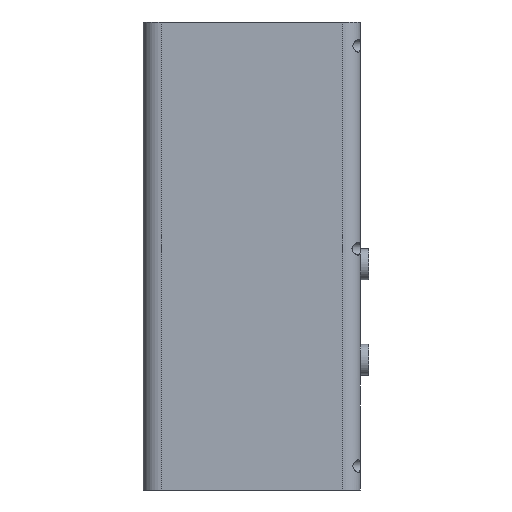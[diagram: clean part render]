
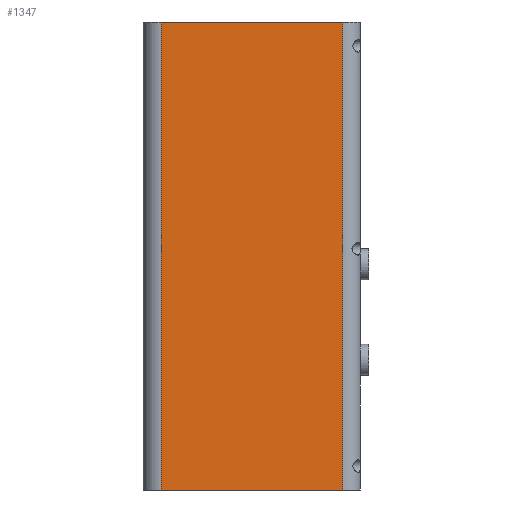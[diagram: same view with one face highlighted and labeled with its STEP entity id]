
A CAD part, front view. The second image highlights one B-rep face of the part: STEP entity #1347.
In plain terms, the highlighted planar face has unit normal (0, -1, 0).
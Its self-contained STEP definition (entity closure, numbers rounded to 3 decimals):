
#122=PLANE('',#1513);
#191=FACE_OUTER_BOUND('',#290,.T.);
#290=EDGE_LOOP('',(#1234,#1235,#1236,#1237));
#381=LINE('',#2385,#488);
#403=LINE('',#2450,#510);
#404=LINE('',#2452,#511);
#405=LINE('',#2453,#512);
#488=VECTOR('',#1828,10.);
#510=VECTOR('',#1902,10.);
#511=VECTOR('',#1903,10.);
#512=VECTOR('',#1904,10.);
#692=VERTEX_POINT('',#2382);
#693=VERTEX_POINT('',#2384);
#710=VERTEX_POINT('',#2449);
#711=VERTEX_POINT('',#2451);
#861=EDGE_CURVE('',#692,#693,#381,.T.);
#894=EDGE_CURVE('',#710,#692,#403,.T.);
#895=EDGE_CURVE('',#711,#710,#404,.T.);
#896=EDGE_CURVE('',#693,#711,#405,.T.);
#1234=ORIENTED_EDGE('',*,*,#894,.F.);
#1235=ORIENTED_EDGE('',*,*,#895,.F.);
#1236=ORIENTED_EDGE('',*,*,#896,.F.);
#1237=ORIENTED_EDGE('',*,*,#861,.F.);
#1347=ADVANCED_FACE('',(#191),#122,.T.);
#1513=AXIS2_PLACEMENT_3D('',#2448,#1900,#1901);
#1828=DIRECTION('',(-1.,0.,0.));
#1900=DIRECTION('center_axis',(0.,-1.,0.));
#1901=DIRECTION('ref_axis',(1.,0.,0.));
#1902=DIRECTION('',(0.,0.,-1.));
#1903=DIRECTION('',(1.,0.,0.));
#1904=DIRECTION('',(0.,0.,1.));
#2382=CARTESIAN_POINT('',(38.,-33.,-101.));
#2384=CARTESIAN_POINT('',(-38.,-33.,-101.));
#2385=CARTESIAN_POINT('',(38.,-33.,-101.));
#2448=CARTESIAN_POINT('Origin',(-38.,-33.,0.));
#2449=CARTESIAN_POINT('',(38.,-33.,95.));
#2450=CARTESIAN_POINT('',(38.,-33.,0.));
#2451=CARTESIAN_POINT('',(-38.,-33.,95.));
#2452=CARTESIAN_POINT('',(-38.,-33.,95.));
#2453=CARTESIAN_POINT('',(-38.,-33.,0.));
